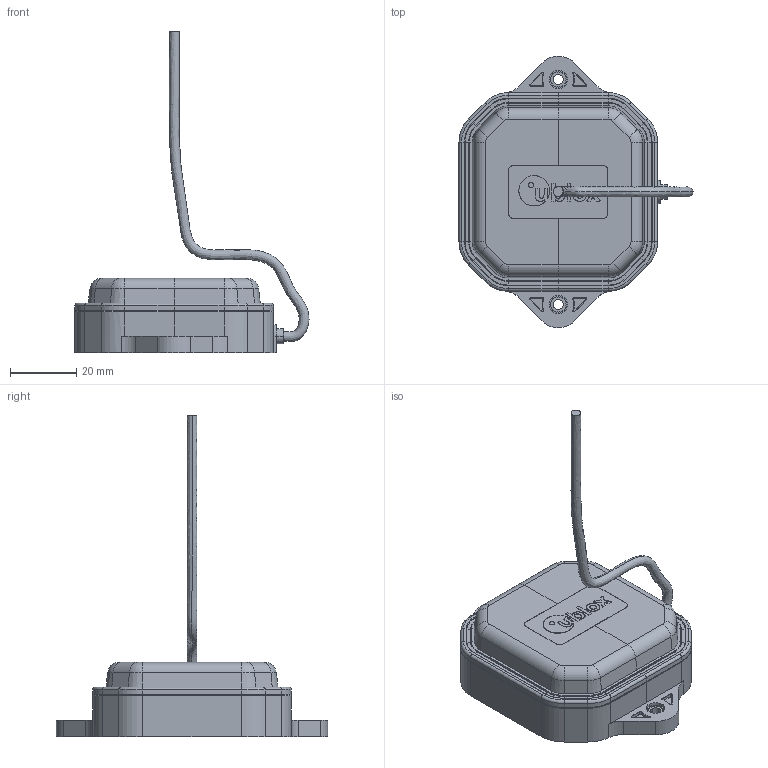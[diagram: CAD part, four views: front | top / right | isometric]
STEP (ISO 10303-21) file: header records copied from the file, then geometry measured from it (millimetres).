
FILE_DESCRIPTION(('CATIA V5 STEP Exchange'),'2;1');
FILE_NAME('UBLOX_ANN-MB-00_GNSS_ANTENNA.stp','2020-10-22T09:55:37+00:00',('none'),('none'),'CATIA Version 5 Release 19 SP 9 (IN-10)','CATIA V5 STEP AP214','none');
FILE_SCHEMA(('AUTOMOTIVE_DESIGN { 1 0 10303 214 1 1 1 1 }'));
Length unit declared in the file: millimetre
Products named in the file (1): ublox_ANN-MB-00_GNSS_antenna
Bounding box: 70.71 x 82 x 97.19 mm (x, y, z)
Volume: 70885.5 mm3; surface area: 13376.3 mm2
Topology: 3 solids, 3 shells, 967 faces, 2439 edges, 1493 vertices
Faces by surface type: plane 436, cylinder 405, torus 116, cone 8, bspline 2
Entity records: 34185 total; most frequent: CARTESIAN_POINT 5732, ORIENTED_EDGE 4878, DIRECTION 4084, EDGE_CURVE 2439, AXIS2_PLACEMENT_3D 1789, VERTEX_POINT 1493, VECTOR 1468, LINE 1468
